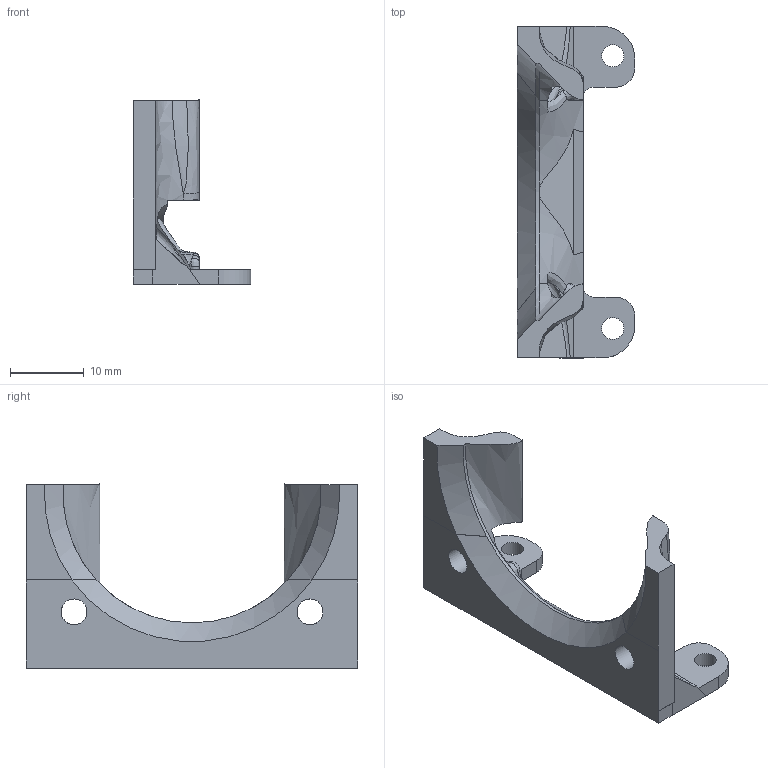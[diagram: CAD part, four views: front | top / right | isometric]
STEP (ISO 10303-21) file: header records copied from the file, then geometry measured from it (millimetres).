
FILE_DESCRIPTION(/* description */ (''),/* implementation_level */ '2;1');
FILE_NAME(/* name */ 'RAMPSSB Single Fan Mount.step',/* time_stamp */ '2017-10-12T21:52:35-04:00',/* author */ ('scottziv'),/* organization */ (''),/* preprocessor_version */ 'ST-DEVELOPER v16.13',/* originating_system */ 'Autodesk Translation Framework v6.5.0.72',/* authorisation */ '');
FILE_SCHEMA (('AUTOMOTIVE_DESIGN { 1 0 10303 214 3 1 1 }'));
Length unit declared in the file: inch
Products named in the file (1): RAMPSSB Single Fan Mount v1
Bounding box: 16 x 45.01 x 25.08 mm (x, y, z)
Volume: 3284.9 mm3; surface area: 2900.9 mm2
Topology: 1 solids, 1 shells, 125 faces, 358 edges, 235 vertices
Faces by surface type: plane 56, bspline 45, cylinder 19, cone 3, torus 2
Full cylindrical faces by diameter (mm): 3 x2, 3.5 x2
Entity records: 5734 total; most frequent: CARTESIAN_POINT 2811, ORIENTED_EDGE 716, DIRECTION 427, EDGE_CURVE 358, VERTEX_POINT 235, B_SPLINE_CURVE_WITH_KNOTS 153, AXIS2_PLACEMENT_3D 147, LINE 133
